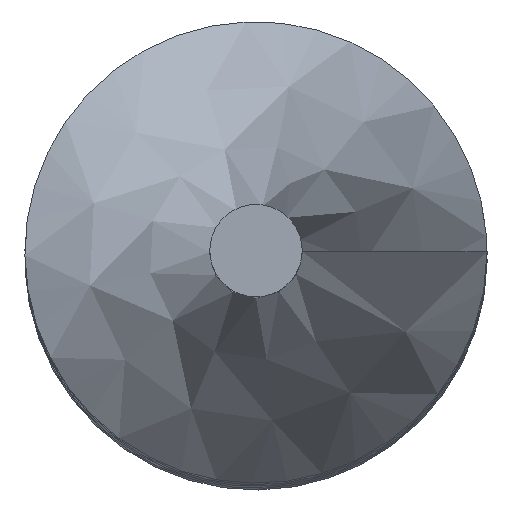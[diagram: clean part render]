
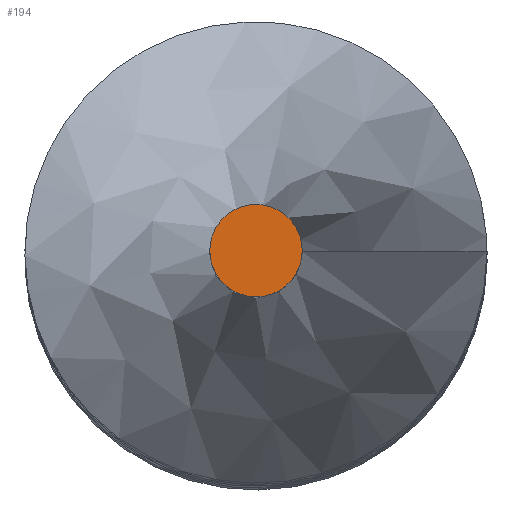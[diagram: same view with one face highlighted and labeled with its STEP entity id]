
A CAD part, top view. The second image highlights one B-rep face of the part: STEP entity #194.
In plain terms, the highlighted planar face has unit normal (0, 0, 1).
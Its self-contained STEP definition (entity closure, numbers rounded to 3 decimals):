
#19=PLANE('',#219);
#29=FACE_OUTER_BOUND('',#40,.T.);
#40=EDGE_LOOP('',(#175));
#44=CIRCLE('',#216,3.);
#92=VERTEX_POINT('',#443);
#113=EDGE_CURVE('',#92,#92,#44,.T.);
#175=ORIENTED_EDGE('',*,*,#113,.T.);
#194=ADVANCED_FACE('',(#29),#19,.T.);
#216=AXIS2_PLACEMENT_3D('',#444,#239,#240);
#219=AXIS2_PLACEMENT_3D('',#1196,#252,#253);
#239=DIRECTION('center_axis',(0.,0.,1.));
#240=DIRECTION('ref_axis',(1.,0.,0.));
#252=DIRECTION('center_axis',(0.,0.,1.));
#253=DIRECTION('ref_axis',(1.,0.,0.));
#443=CARTESIAN_POINT('',(-3.,0.,460.));
#444=CARTESIAN_POINT('Origin',(0.,0.,460.));
#1196=CARTESIAN_POINT('Origin',(0.,0.,460.));
